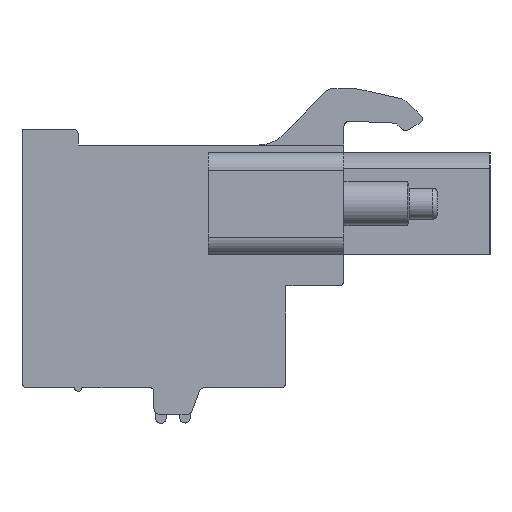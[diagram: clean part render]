
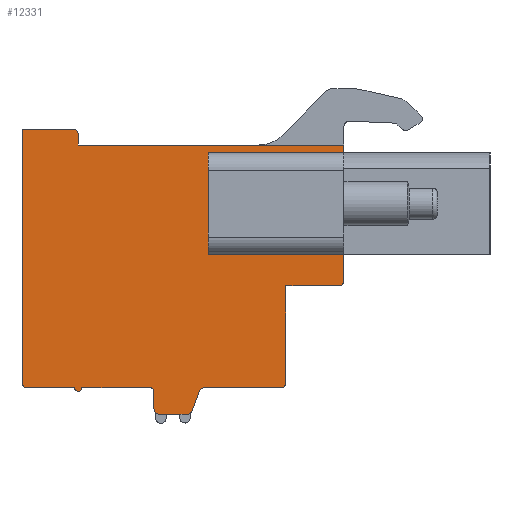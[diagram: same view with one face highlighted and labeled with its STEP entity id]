
A CAD part, left-side view. The second image highlights one B-rep face of the part: STEP entity #12331.
In plain terms, the highlighted planar face has unit normal (-1, 0, 0).
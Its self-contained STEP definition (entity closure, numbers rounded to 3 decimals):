
#2144=DIRECTION('',(0.,0.,1.));
#2145=VECTOR('',#2144,5.8);
#2146=CARTESIAN_POINT('',(-51.42,2.04,0.73));
#2147=LINE('',#2146,#2145);
#2196=DIRECTION('',(0.,0.,1.));
#2197=VECTOR('',#2196,5.8);
#2198=CARTESIAN_POINT('',(-51.42,-4.06,0.73));
#2199=LINE('',#2198,#2197);
#2200=DIRECTION('',(0.,1.,0.));
#2201=VECTOR('',#2200,6.1);
#2202=CARTESIAN_POINT('',(-51.42,-4.06,0.73));
#2203=LINE('',#2202,#2201);
#2204=DIRECTION('',(0.,1.,0.));
#2205=VECTOR('',#2204,6.1);
#2206=CARTESIAN_POINT('',(-51.42,-4.06,6.53));
#2207=LINE('',#2206,#2205);
#2208=CARTESIAN_POINT('',(-51.42,-5.36,-0.74));
#2209=DIRECTION('',(1.,0.,0.));
#2210=DIRECTION('',(0.,-1.,0.));
#2211=AXIS2_PLACEMENT_3D('',#2208,#2209,#2210);
#2213=DIRECTION('',(0.,-1.,0.));
#2214=VECTOR('',#2213,3.);
#2215=CARTESIAN_POINT('',(-51.42,-2.36,-1.04));
#2216=LINE('',#2215,#2214);
#2217=CARTESIAN_POINT('',(-51.42,-2.06,-6.54));
#2218=DIRECTION('',(1.,0.,0.));
#2219=DIRECTION('',(0.,-1.,0.));
#2220=AXIS2_PLACEMENT_3D('',#2217,#2218,#2219);
#2222=DIRECTION('',(0.,1.,0.));
#2223=VECTOR('',#2222,4.34);
#2224=CARTESIAN_POINT('',(-51.42,-2.06,-6.84));
#2225=LINE('',#2224,#2223);
#2226=CARTESIAN_POINT('',(-51.42,2.28,-7.14));
#2227=DIRECTION('',(-1.,0.,0.));
#2228=DIRECTION('',(0.,0.,1.));
#2229=AXIS2_PLACEMENT_3D('',#2226,#2227,#2228);
#2231=DIRECTION('',(0.,0.345,-0.939));
#2232=VECTOR('',#2231,1.179);
#2233=CARTESIAN_POINT('',(-51.42,2.562,-7.037));
#2234=LINE('',#2233,#2232);
#2235=CARTESIAN_POINT('',(-51.42,3.25,-8.04));
#2236=DIRECTION('',(1.,0.,0.));
#2237=DIRECTION('',(0.,-0.939,-0.345));
#2238=AXIS2_PLACEMENT_3D('',#2235,#2236,#2237);
#2240=DIRECTION('',(0.,1.,0.));
#2241=VECTOR('',#2240,1.59);
#2242=CARTESIAN_POINT('',(-51.42,3.25,-8.34));
#2243=LINE('',#2242,#2241);
#2244=CARTESIAN_POINT('',(-51.42,4.84,-8.04));
#2245=DIRECTION('',(1.,0.,0.));
#2246=DIRECTION('',(0.,0.,-1.));
#2247=AXIS2_PLACEMENT_3D('',#2244,#2245,#2246);
#2249=DIRECTION('',(0.,0.,1.));
#2250=VECTOR('',#2249,1.);
#2251=CARTESIAN_POINT('',(-51.42,5.14,-8.04));
#2252=LINE('',#2251,#2250);
#2253=CARTESIAN_POINT('',(-51.42,5.34,-7.04));
#2254=DIRECTION('',(-1.,0.,0.));
#2255=DIRECTION('',(0.,-1.,0.));
#2256=AXIS2_PLACEMENT_3D('',#2253,#2254,#2255);
#2258=DIRECTION('',(0.,1.,0.));
#2259=VECTOR('',#2258,3.9);
#2260=CARTESIAN_POINT('',(-51.42,5.34,-6.84));
#2261=LINE('',#2260,#2259);
#2262=CARTESIAN_POINT('',(-51.42,9.44,-6.84));
#2263=DIRECTION('',(1.,0.,0.));
#2264=DIRECTION('',(0.,-1.,0.));
#2265=AXIS2_PLACEMENT_3D('',#2262,#2263,#2264);
#2267=DIRECTION('',(0.,1.,0.));
#2268=VECTOR('',#2267,2.7);
#2269=CARTESIAN_POINT('',(-51.42,9.64,-6.84));
#2270=LINE('',#2269,#2268);
#2271=CARTESIAN_POINT('',(-51.42,12.34,-6.54));
#2272=DIRECTION('',(1.,0.,0.));
#2273=DIRECTION('',(0.,0.,-1.));
#2274=AXIS2_PLACEMENT_3D('',#2271,#2272,#2273);
#2276=DIRECTION('',(0.,0.,1.));
#2277=VECTOR('',#2276,14.4);
#2278=CARTESIAN_POINT('',(-51.42,12.64,-6.54));
#2279=LINE('',#2278,#2277);
#2280=DIRECTION('',(0.,-1.,0.));
#2281=VECTOR('',#2280,2.9);
#2282=CARTESIAN_POINT('',(-51.42,12.64,7.86));
#2283=LINE('',#2282,#2281);
#2284=CARTESIAN_POINT('',(-51.42,9.74,7.56));
#2285=DIRECTION('',(1.,0.,0.));
#2286=DIRECTION('',(0.,0.,1.));
#2287=AXIS2_PLACEMENT_3D('',#2284,#2285,#2286);
#2289=DIRECTION('',(0.,0.,-1.));
#2290=VECTOR('',#2289,0.6);
#2291=CARTESIAN_POINT('',(-51.42,9.44,7.56));
#2292=LINE('',#2291,#2290);
#2293=DIRECTION('',(0.,-1.,0.));
#2294=VECTOR('',#2293,15.1);
#2295=CARTESIAN_POINT('',(-51.42,9.44,6.96));
#2296=LINE('',#2295,#2294);
#2297=DIRECTION('',(0.,0.,-1.));
#2298=VECTOR('',#2297,7.7);
#2299=CARTESIAN_POINT('',(-51.42,-5.66,6.96));
#2300=LINE('',#2299,#2298);
#2313=DIRECTION('',(0.,0.,1.));
#2314=VECTOR('',#2313,5.5);
#2315=CARTESIAN_POINT('',(-51.42,-2.36,-6.54));
#2316=LINE('',#2315,#2314);
#7053=CARTESIAN_POINT('',(-51.42,9.44,6.96));
#7054=CARTESIAN_POINT('',(-51.42,-5.66,6.96));
#7055=VERTEX_POINT('',#7053);
#7056=VERTEX_POINT('',#7054);
#7057=CARTESIAN_POINT('',(-51.42,-2.36,-6.54));
#7058=CARTESIAN_POINT('',(-51.42,-2.06,-6.84));
#7059=VERTEX_POINT('',#7057);
#7060=VERTEX_POINT('',#7058);
#7061=CARTESIAN_POINT('',(-51.42,2.28,-6.84));
#7062=VERTEX_POINT('',#7061);
#7063=CARTESIAN_POINT('',(-51.42,2.562,-7.037));
#7064=VERTEX_POINT('',#7063);
#7065=CARTESIAN_POINT('',(-51.42,2.968,-8.143));
#7066=VERTEX_POINT('',#7065);
#7067=CARTESIAN_POINT('',(-51.42,3.25,-8.34));
#7068=VERTEX_POINT('',#7067);
#7069=CARTESIAN_POINT('',(-51.42,4.84,-8.34));
#7070=VERTEX_POINT('',#7069);
#7071=CARTESIAN_POINT('',(-51.42,5.14,-8.04));
#7072=VERTEX_POINT('',#7071);
#7073=CARTESIAN_POINT('',(-51.42,5.14,-7.04));
#7074=VERTEX_POINT('',#7073);
#7075=CARTESIAN_POINT('',(-51.42,5.34,-6.84));
#7076=VERTEX_POINT('',#7075);
#7077=CARTESIAN_POINT('',(-51.42,9.24,-6.84));
#7078=VERTEX_POINT('',#7077);
#7079=CARTESIAN_POINT('',(-51.42,9.64,-6.84));
#7080=VERTEX_POINT('',#7079);
#7081=CARTESIAN_POINT('',(-51.42,12.34,-6.84));
#7082=VERTEX_POINT('',#7081);
#7083=CARTESIAN_POINT('',(-51.42,12.64,-6.54));
#7084=VERTEX_POINT('',#7083);
#7085=CARTESIAN_POINT('',(-51.42,12.64,7.86));
#7086=VERTEX_POINT('',#7085);
#7087=CARTESIAN_POINT('',(-51.42,9.74,7.86));
#7088=VERTEX_POINT('',#7087);
#7089=CARTESIAN_POINT('',(-51.42,9.44,7.56));
#7090=VERTEX_POINT('',#7089);
#8911=CARTESIAN_POINT('',(-51.42,2.04,0.73));
#8912=CARTESIAN_POINT('',(-51.42,2.04,6.53));
#8913=VERTEX_POINT('',#8911);
#8914=VERTEX_POINT('',#8912);
#8947=CARTESIAN_POINT('',(-51.42,-4.06,0.73));
#8948=CARTESIAN_POINT('',(-51.42,-4.06,6.53));
#8949=VERTEX_POINT('',#8947);
#8950=VERTEX_POINT('',#8948);
#9193=CARTESIAN_POINT('',(-51.42,-5.66,-0.74));
#9194=VERTEX_POINT('',#9193);
#9195=CARTESIAN_POINT('',(-51.42,-2.36,-1.04));
#9196=VERTEX_POINT('',#9195);
#9197=CARTESIAN_POINT('',(-51.42,-5.36,-1.04));
#9198=VERTEX_POINT('',#9197);
#12275=CARTESIAN_POINT('',(-51.42,0.,0.));
#12276=DIRECTION('',(1.,0.,0.));
#12277=DIRECTION('',(0.,-1.,0.));
#12278=AXIS2_PLACEMENT_3D('',#12275,#12276,#12277);
#12279=PLANE('',#12278);
#12281=ORIENTED_EDGE('',*,*,#12280,.T.);
#12283=ORIENTED_EDGE('',*,*,#12282,.F.);
#12285=ORIENTED_EDGE('',*,*,#12284,.F.);
#12287=ORIENTED_EDGE('',*,*,#12286,.T.);
#12289=ORIENTED_EDGE('',*,*,#12288,.T.);
#12291=ORIENTED_EDGE('',*,*,#12290,.T.);
#12293=ORIENTED_EDGE('',*,*,#12292,.T.);
#12295=ORIENTED_EDGE('',*,*,#12294,.T.);
#12297=ORIENTED_EDGE('',*,*,#12296,.T.);
#12299=ORIENTED_EDGE('',*,*,#12298,.T.);
#12301=ORIENTED_EDGE('',*,*,#12300,.T.);
#12303=ORIENTED_EDGE('',*,*,#12302,.T.);
#12305=ORIENTED_EDGE('',*,*,#12304,.T.);
#12307=ORIENTED_EDGE('',*,*,#12306,.T.);
#12309=ORIENTED_EDGE('',*,*,#12308,.T.);
#12311=ORIENTED_EDGE('',*,*,#12310,.T.);
#12313=ORIENTED_EDGE('',*,*,#12312,.T.);
#12315=ORIENTED_EDGE('',*,*,#12314,.T.);
#12317=ORIENTED_EDGE('',*,*,#12316,.T.);
#12319=ORIENTED_EDGE('',*,*,#12318,.T.);
#12321=ORIENTED_EDGE('',*,*,#12320,.T.);
#12322=ORIENTED_EDGE('',*,*,#9392,.T.);
#12323=EDGE_LOOP('',(#12281,#12283,#12285,#12287,#12289,#12291,#12293,#12295,
#12297,#12299,#12301,#12303,#12305,#12307,#12309,#12311,#12313,#12315,#12317,
#12319,#12321,#12322));
#12324=FACE_OUTER_BOUND('',#12323,.F.);
#12325=ORIENTED_EDGE('',*,*,#12241,.F.);
#12326=ORIENTED_EDGE('',*,*,#12267,.T.);
#12327=ORIENTED_EDGE('',*,*,#12170,.T.);
#12328=ORIENTED_EDGE('',*,*,#12202,.F.);
#12329=EDGE_LOOP('',(#12325,#12326,#12327,#12328));
#12330=FACE_BOUND('',#12329,.F.);
#12331=ADVANCED_FACE('',(#12324,#12330),#12279,.F.);
#2212=CIRCLE('',#2211,0.3);
#2221=CIRCLE('',#2220,0.3);
#2230=CIRCLE('',#2229,0.3);
#2239=CIRCLE('',#2238,0.3);
#2248=CIRCLE('',#2247,0.3);
#2257=CIRCLE('',#2256,0.2);
#2266=CIRCLE('',#2265,0.2);
#2275=CIRCLE('',#2274,0.3);
#2288=CIRCLE('',#2287,0.3);
#9392=EDGE_CURVE('',#7056,#9194,#2300,.T.);
#12170=EDGE_CURVE('',#8950,#8914,#2207,.T.);
#12202=EDGE_CURVE('',#8913,#8914,#2147,.T.);
#12241=EDGE_CURVE('',#8949,#8913,#2203,.T.);
#12267=EDGE_CURVE('',#8949,#8950,#2199,.T.);
#12280=EDGE_CURVE('',#9194,#9198,#2212,.T.);
#12282=EDGE_CURVE('',#9196,#9198,#2216,.T.);
#12284=EDGE_CURVE('',#7059,#9196,#2316,.T.);
#12286=EDGE_CURVE('',#7059,#7060,#2221,.T.);
#12288=EDGE_CURVE('',#7060,#7062,#2225,.T.);
#12290=EDGE_CURVE('',#7062,#7064,#2230,.T.);
#12292=EDGE_CURVE('',#7064,#7066,#2234,.T.);
#12294=EDGE_CURVE('',#7066,#7068,#2239,.T.);
#12296=EDGE_CURVE('',#7068,#7070,#2243,.T.);
#12298=EDGE_CURVE('',#7070,#7072,#2248,.T.);
#12300=EDGE_CURVE('',#7072,#7074,#2252,.T.);
#12302=EDGE_CURVE('',#7074,#7076,#2257,.T.);
#12304=EDGE_CURVE('',#7076,#7078,#2261,.T.);
#12306=EDGE_CURVE('',#7078,#7080,#2266,.T.);
#12308=EDGE_CURVE('',#7080,#7082,#2270,.T.);
#12310=EDGE_CURVE('',#7082,#7084,#2275,.T.);
#12312=EDGE_CURVE('',#7084,#7086,#2279,.T.);
#12314=EDGE_CURVE('',#7086,#7088,#2283,.T.);
#12316=EDGE_CURVE('',#7088,#7090,#2288,.T.);
#12318=EDGE_CURVE('',#7090,#7055,#2292,.T.);
#12320=EDGE_CURVE('',#7055,#7056,#2296,.T.);
